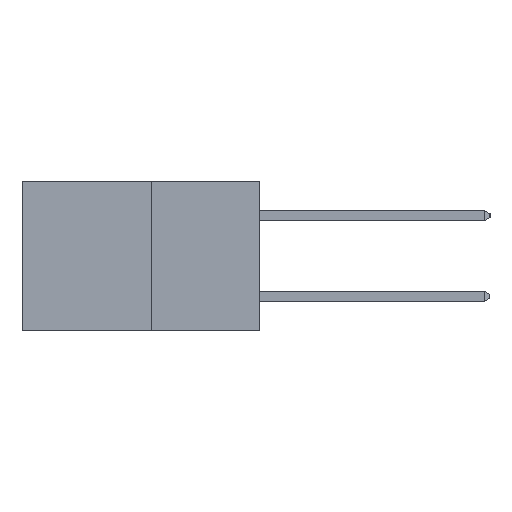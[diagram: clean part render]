
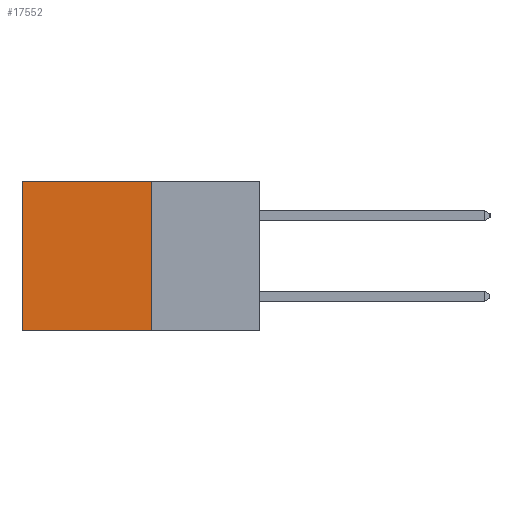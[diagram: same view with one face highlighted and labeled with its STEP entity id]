
A CAD part, left-side view. The second image highlights one B-rep face of the part: STEP entity #17552.
In plain terms, the highlighted planar face has unit normal (-1, 0, 0).
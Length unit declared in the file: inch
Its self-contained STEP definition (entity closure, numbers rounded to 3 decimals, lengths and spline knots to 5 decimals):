
#90 = ORIENTED_EDGE ( 'NONE', *, *, #7765, .T. ) ;
#452 = VERTEX_POINT ( 'NONE', #21253 ) ;
#1231 = FACE_OUTER_BOUND ( 'NONE', #11142, .T. ) ;
#1535 = ORIENTED_EDGE ( 'NONE', *, *, #14340, .F. ) ;
#2036 = CARTESIAN_POINT ( 'NONE',  ( 0.277, 0.27, -0.37 ) ) ;
#2117 = DIRECTION ( 'NONE',  ( 0., 1., 0. ) ) ;
#3653 = DIRECTION ( 'NONE',  ( 0., 0., -1. ) ) ;
#4100 = LINE ( 'NONE', #2036, #12518 ) ;
#4205 = ORIENTED_EDGE ( 'NONE', *, *, #14222, .F. ) ;
#4354 = CARTESIAN_POINT ( 'NONE',  ( 0.277, 0.27, -0.37 ) ) ;
#6120 = DIRECTION ( 'NONE',  ( 0., 0., -1. ) ) ;
#6375 = DIRECTION ( 'NONE',  ( 0., 0., -1. ) ) ;
#6681 = VECTOR ( 'NONE', #6375, 39.37008 ) ;
#6778 = ORIENTED_EDGE ( 'NONE', *, *, #19229, .T. ) ;
#7765 = EDGE_CURVE ( 'NONE', #452, #21319, #15958, .T. ) ;
#8326 = CARTESIAN_POINT ( 'NONE',  ( 0.277, 0.27, -0.37 ) ) ;
#8530 = VECTOR ( 'NONE', #18523, 39.37008 ) ;
#8728 = CARTESIAN_POINT ( 'NONE',  ( 0.277, 0.27, -0.37 ) ) ;
#9175 = CARTESIAN_POINT ( 'NONE',  ( 0.277, 0.59, -0.37 ) ) ;
#10401 = CARTESIAN_POINT ( 'NONE',  ( 0.277, 0.27, 0. ) ) ;
#11142 = EDGE_LOOP ( 'NONE', ( #90, #1535, #4205, #6778 ) ) ;
#11252 = AXIS2_PLACEMENT_3D ( 'NONE', #4354, #15997, #6120 ) ;
#12518 = VECTOR ( 'NONE', #2117, 39.37008 ) ;
#14220 = VERTEX_POINT ( 'NONE', #10401 ) ;
#14222 = EDGE_CURVE ( 'NONE', #14220, #17219, #14573, .T. ) ;
#14340 = EDGE_CURVE ( 'NONE', #17219, #21319, #4100, .T. ) ;
#14358 = PLANE ( 'NONE',  #11252 ) ;
#14573 = LINE ( 'NONE', #8728, #18376 ) ;
#15958 = LINE ( 'NONE', #20982, #6681 ) ;
#15997 = DIRECTION ( 'NONE',  ( 1., 0., 0. ) ) ;
#16910 = CARTESIAN_POINT ( 'NONE',  ( 0.277, 0.27, 0. ) ) ;
#17219 = VERTEX_POINT ( 'NONE', #8326 ) ;
#17552 = ADVANCED_FACE ( 'NONE', ( #1231 ), #14358, .F. ) ;
#18261 = LINE ( 'NONE', #16910, #8530 ) ;
#18376 = VECTOR ( 'NONE', #3653, 39.37008 ) ;
#18523 = DIRECTION ( 'NONE',  ( 0., 1., 0. ) ) ;
#19229 = EDGE_CURVE ( 'NONE', #14220, #452, #18261, .T. ) ;
#20982 = CARTESIAN_POINT ( 'NONE',  ( 0.277, 0.59, -0.37 ) ) ;
#21253 = CARTESIAN_POINT ( 'NONE',  ( 0.277, 0.59, 0. ) ) ;
#21319 = VERTEX_POINT ( 'NONE', #9175 ) ;
